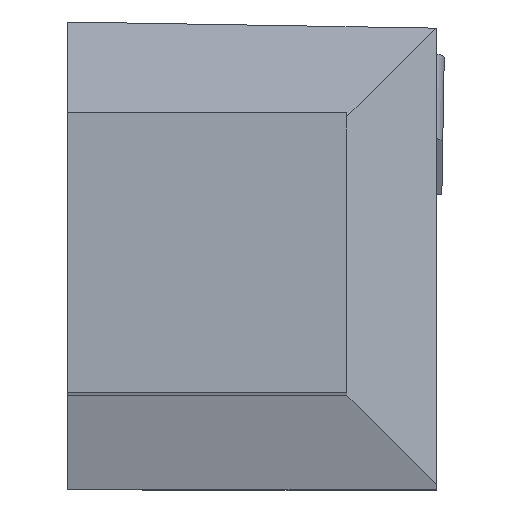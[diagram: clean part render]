
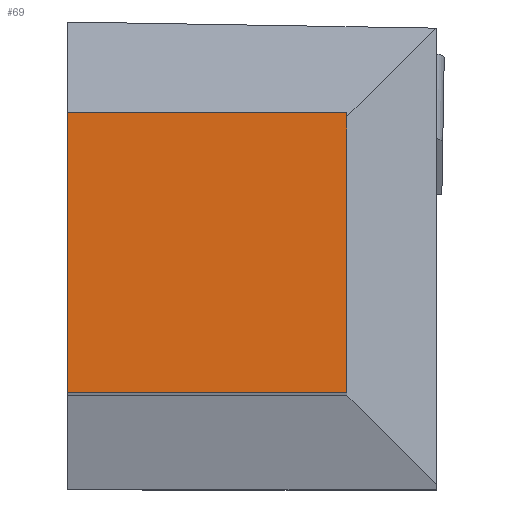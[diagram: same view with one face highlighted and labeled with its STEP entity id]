
A CAD part, top view. The second image highlights one B-rep face of the part: STEP entity #69.
In plain terms, the highlighted planar face has unit normal (0, 0, 1).
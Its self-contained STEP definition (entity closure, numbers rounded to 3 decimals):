
#69=ADVANCED_FACE('',(#131),#99,.T.);
#99=PLANE('',#649);
#131=FACE_OUTER_BOUND('',#163,.T.);
#163=EDGE_LOOP('',(#228,#229,#230,#231));
#228=ORIENTED_EDGE('',*,*,#409,.F.);
#229=ORIENTED_EDGE('',*,*,#410,.F.);
#230=ORIENTED_EDGE('',*,*,#411,.T.);
#231=ORIENTED_EDGE('',*,*,#412,.T.);
#352=VERTEX_POINT('',#873);
#353=VERTEX_POINT('',#874);
#354=VERTEX_POINT('',#876);
#355=VERTEX_POINT('',#878);
#409=EDGE_CURVE('',#352,#353,#481,.T.);
#410=EDGE_CURVE('',#354,#352,#482,.T.);
#411=EDGE_CURVE('',#354,#355,#483,.T.);
#412=EDGE_CURVE('',#355,#353,#484,.T.);
#481=LINE('',#872,#553);
#482=LINE('',#875,#554);
#483=LINE('',#877,#555);
#484=LINE('',#879,#556);
#553=VECTOR('',#723,1.);
#554=VECTOR('',#724,1.);
#555=VECTOR('',#725,1.);
#556=VECTOR('',#726,1.);
#649=AXIS2_PLACEMENT_3D('',#880,#727,#728);
#723=DIRECTION('',(0.,-1.,0.));
#724=DIRECTION('',(1.,0.,0.));
#725=DIRECTION('',(0.,-1.,0.));
#726=DIRECTION('',(1.,0.,0.));
#727=DIRECTION('',(0.,0.,1.));
#728=DIRECTION('',(0.,1.,0.));
#872=CARTESIAN_POINT('',(5.95,50.,67.5));
#873=CARTESIAN_POINT('',(5.95,0.,67.5));
#874=CARTESIAN_POINT('',(5.95,-11.9,67.5));
#875=CARTESIAN_POINT('',(-39.95,0.,67.5));
#876=CARTESIAN_POINT('',(-5.95,0.,67.5));
#877=CARTESIAN_POINT('',(-5.95,50.,67.5));
#878=CARTESIAN_POINT('',(-5.95,-11.9,67.5));
#879=CARTESIAN_POINT('',(-39.95,-11.9,67.5));
#880=CARTESIAN_POINT('',(-5.95,50.,67.5));
